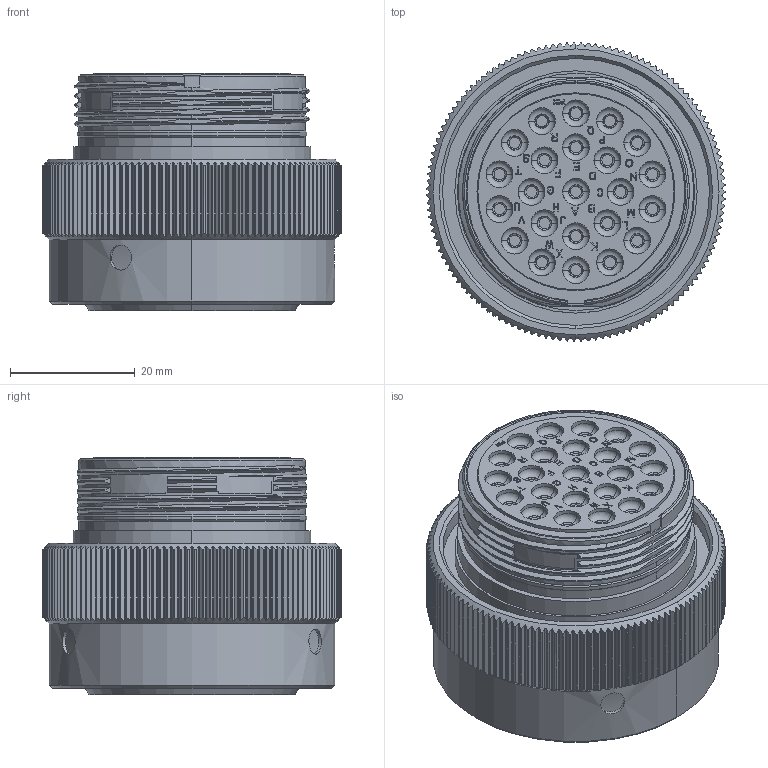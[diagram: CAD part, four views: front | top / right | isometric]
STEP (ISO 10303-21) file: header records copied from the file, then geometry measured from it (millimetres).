
FILE_DESCRIPTION((''),'2;1');
FILE_NAME('C-AHDM06-24-23PN_3D','2018-10-13T',('Administrator'),(''),'PRO/ENGINEER BY PARAMETRIC TECHNOLOGY CORPORATION, 2016360','PRO/ENGINEER BY PARAMETRIC TECHNOLOGY CORPORATION, 2016360','');
FILE_SCHEMA(('CONFIG_CONTROL_DESIGN'));
Length unit declared in the file: millimetre
Products named in the file (1): C-AHDM06-24-23PN_3D
Bounding box: 47.79 x 47.8 x 38.02 mm (x, y, z)
Volume: 42163.8 mm3; surface area: 15634.1 mm2
Topology: 1 solids, 1 shells, 1882 faces, 5313 edges, 3609 vertices
Faces by surface type: plane 1224, cylinder 427, torus 92, cone 64, extrusion 53, bspline 22
Entity records: 68099 total; most frequent: CARTESIAN_POINT 21334, ORIENTED_EDGE 10626, DIRECTION 8306, EDGE_CURVE 5313, VERTEX_POINT 3609, VECTOR 2932, LINE 2879, AXIS2_PLACEMENT_3D 2687
